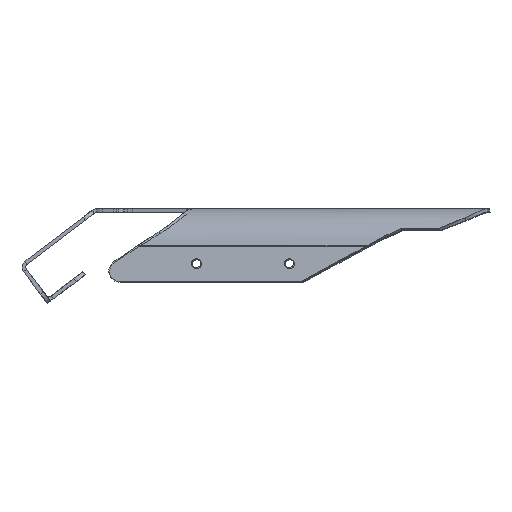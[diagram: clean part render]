
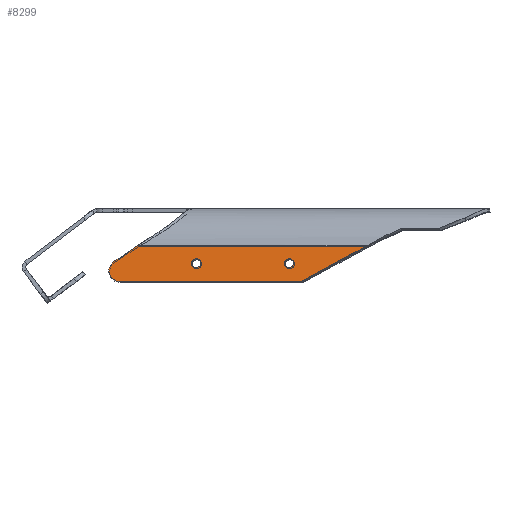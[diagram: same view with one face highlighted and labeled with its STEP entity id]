
A CAD part, left-side view. The second image highlights one B-rep face of the part: STEP entity #8299.
In plain terms, the highlighted planar face has unit normal (-0.945, 0.175, 0.276).
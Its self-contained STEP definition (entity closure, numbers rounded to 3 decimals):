
#496 = DIRECTION ( 'NONE',  ( 0.945, -0.175, -0.276 ) ) ;
#570 = CARTESIAN_POINT ( 'NONE',  ( -675.569, 222.145, -25.988 ) ) ;
#589 = LINE ( 'NONE', #8442, #9923 ) ;
#621 = DIRECTION ( 'NONE',  ( -0.945, 0.175, 0.276 ) ) ;
#877 = EDGE_LOOP ( 'NONE', ( #7706, #9053 ) ) ;
#926 = FACE_BOUND ( 'NONE', #4387, .T. ) ;
#971 = EDGE_CURVE ( 'NONE', #9030, #7918, #9048, .T. ) ;
#1346 = VERTEX_POINT ( 'NONE', #11245 ) ;
#1365 = DIRECTION ( 'NONE',  ( 0.945, -0.175, -0.276 ) ) ;
#1778 = FACE_OUTER_BOUND ( 'NONE', #10161, .T. ) ;
#1873 = CARTESIAN_POINT ( 'NONE',  ( -683.877, 178.657, -26.838 ) ) ;
#2102 = DIRECTION ( 'NONE',  ( 0.182, 0.983, 0. ) ) ;
#2214 = VECTOR ( 'NONE', #4069, 1000. ) ;
#2246 = CIRCLE ( 'NONE', #5170, 2.5 ) ;
#2475 = EDGE_CURVE ( 'NONE', #5980, #7398, #2597, .T. ) ;
#2597 = CIRCLE ( 'NONE', #3286, 2.5 ) ;
#2794 = DIRECTION ( 'NONE',  ( 0.182, 0.983, 0. ) ) ;
#2804 = DIRECTION ( 'NONE',  ( -0.271, 0.05, -0.961 ) ) ;
#3074 = AXIS2_PLACEMENT_3D ( 'NONE', #6799, #1365, #7695 ) ;
#3286 = AXIS2_PLACEMENT_3D ( 'NONE', #5951, #496, #6855 ) ;
#3477 = EDGE_CURVE ( 'NONE', #9959, #11708, #589, .T. ) ;
#3624 = FACE_BOUND ( 'NONE', #877, .T. ) ;
#3790 = EDGE_CURVE ( 'NONE', #9959, #1346, #7906, .T. ) ;
#3933 = EDGE_CURVE ( 'NONE', #7918, #9030, #2246, .T. ) ;
#4069 = DIRECTION ( 'NONE',  ( -0.009, 0.83, -0.558 ) ) ;
#4150 = DIRECTION ( 'NONE',  ( 0.945, -0.175, -0.276 ) ) ;
#4387 = EDGE_LOOP ( 'NONE', ( #9880, #7531 ) ) ;
#4987 = CARTESIAN_POINT ( 'NONE',  ( -675.303, 197.822, -9.618 ) ) ;
#5073 = CARTESIAN_POINT ( 'NONE',  ( -692.311, 129.369, -24.435 ) ) ;
#5170 = AXIS2_PLACEMENT_3D ( 'NONE', #1873, #8219, #2804 ) ;
#5282 = VERTEX_POINT ( 'NONE', #570 ) ;
#5284 = CARTESIAN_POINT ( 'NONE',  ( -683.877, 178.657, -26.838 ) ) ;
#5521 = VECTOR ( 'NONE', #6113, 1000. ) ;
#5626 = EDGE_CURVE ( 'NONE', #1346, #10747, #6208, .T. ) ;
#5951 = CARTESIAN_POINT ( 'NONE',  ( -692.989, 129.494, -26.838 ) ) ;
#5980 = VERTEX_POINT ( 'NONE', #5073 ) ;
#6056 = AXIS2_PLACEMENT_3D ( 'NONE', #9539, #4150, #10471 ) ;
#6082 = CARTESIAN_POINT ( 'NONE',  ( -693.666, 129.62, -29.241 ) ) ;
#6113 = DIRECTION ( 'NONE',  ( -0.023, -0.878, 0.478 ) ) ;
#6203 = CIRCLE ( 'NONE', #6056, 2.5 ) ;
#6204 = DIRECTION ( 'NONE',  ( -0.271, 0.05, -0.961 ) ) ;
#6208 = LINE ( 'NONE', #7328, #8307 ) ;
#6251 = ORIENTED_EDGE ( 'NONE', *, *, #7682, .T. ) ;
#6536 = EDGE_CURVE ( 'NONE', #11708, #5282, #7757, .T. ) ;
#6799 = CARTESIAN_POINT ( 'NONE',  ( -677.528, 218.964, -30.683 ) ) ;
#6855 = DIRECTION ( 'NONE',  ( -0.271, 0.05, -0.961 ) ) ;
#6970 = DIRECTION ( 'NONE',  ( 0.3, 0.13, 0.945 ) ) ;
#7328 = CARTESIAN_POINT ( 'NONE',  ( -688.075, 141.405, -17.558 ) ) ;
#7398 = VERTEX_POINT ( 'NONE', #6082 ) ;
#7531 = ORIENTED_EDGE ( 'NONE', *, *, #2475, .T. ) ;
#7682 = EDGE_CURVE ( 'NONE', #10747, #5282, #9128, .T. ) ;
#7695 = DIRECTION ( 'NONE',  ( 0.091, 0.952, -0.293 ) ) ;
#7706 = ORIENTED_EDGE ( 'NONE', *, *, #3933, .T. ) ;
#7757 = CIRCLE ( 'NONE', #3074, 6. ) ;
#7777 = EDGE_CURVE ( 'NONE', #7398, #5980, #6203, .T. ) ;
#7906 = LINE ( 'NONE', #8765, #5521 ) ;
#7918 = VERTEX_POINT ( 'NONE', #8993 ) ;
#8023 = ORIENTED_EDGE ( 'NONE', *, *, #3477, .F. ) ;
#8189 = ORIENTED_EDGE ( 'NONE', *, *, #6536, .F. ) ;
#8219 = DIRECTION ( 'NONE',  ( 0.945, -0.175, -0.276 ) ) ;
#8299 = ADVANCED_FACE ( 'NONE', ( #1778, #926, #3624 ), #10549, .T. ) ;
#8307 = VECTOR ( 'NONE', #2794, 1000. ) ;
#8380 = ORIENTED_EDGE ( 'NONE', *, *, #3790, .T. ) ;
#8442 = CARTESIAN_POINT ( 'NONE',  ( -717.222, 13.866, -36.45 ) ) ;
#8765 = CARTESIAN_POINT ( 'NONE',  ( -697.45, 106.448, -27.488 ) ) ;
#8836 = CARTESIAN_POINT ( 'NONE',  ( -697.015, 122.897, -36.45 ) ) ;
#8993 = CARTESIAN_POINT ( 'NONE',  ( -684.554, 178.783, -29.241 ) ) ;
#9030 = VERTEX_POINT ( 'NONE', #9400 ) ;
#9048 = CIRCLE ( 'NONE', #11109, 2.5 ) ;
#9053 = ORIENTED_EDGE ( 'NONE', *, *, #971, .T. ) ;
#9128 = LINE ( 'NONE', #4987, #2214 ) ;
#9400 = CARTESIAN_POINT ( 'NONE',  ( -683.199, 178.531, -24.435 ) ) ;
#9418 = AXIS2_PLACEMENT_3D ( 'NONE', #11466, #621, #6970 ) ;
#9478 = CARTESIAN_POINT ( 'NONE',  ( -675.432, 209.619, -17.558 ) ) ;
#9539 = CARTESIAN_POINT ( 'NONE',  ( -692.989, 129.494, -26.838 ) ) ;
#9880 = ORIENTED_EDGE ( 'NONE', *, *, #7777, .T. ) ;
#9923 = VECTOR ( 'NONE', #2102, 1000. ) ;
#9959 = VERTEX_POINT ( 'NONE', #8836 ) ;
#10161 = EDGE_LOOP ( 'NONE', ( #8189, #8023, #8380, #11453, #6251 ) ) ;
#10471 = DIRECTION ( 'NONE',  ( -0.271, 0.05, -0.961 ) ) ;
#10549 = PLANE ( 'NONE',  #9418 ) ;
#10747 = VERTEX_POINT ( 'NONE', #9478 ) ;
#11109 = AXIS2_PLACEMENT_3D ( 'NONE', #5284, #11592, #6204 ) ;
#11184 = CARTESIAN_POINT ( 'NONE',  ( -679.154, 219.266, -36.45 ) ) ;
#11245 = CARTESIAN_POINT ( 'NONE',  ( -697.931, 88.224, -17.558 ) ) ;
#11453 = ORIENTED_EDGE ( 'NONE', *, *, #5626, .T. ) ;
#11466 = CARTESIAN_POINT ( 'NONE',  ( -686.758, 138.641, -11.287 ) ) ;
#11592 = DIRECTION ( 'NONE',  ( 0.945, -0.175, -0.276 ) ) ;
#11708 = VERTEX_POINT ( 'NONE', #11184 ) ;
